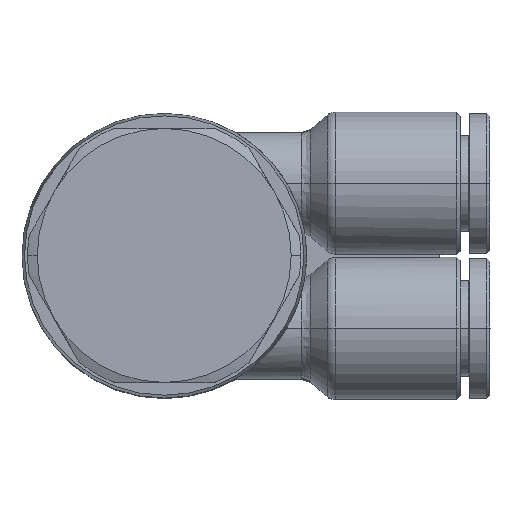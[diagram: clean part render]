
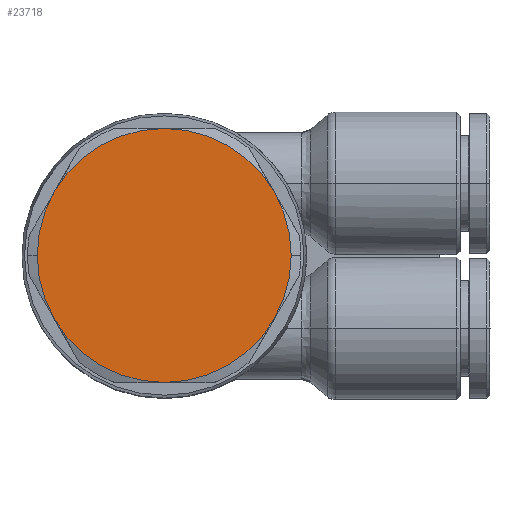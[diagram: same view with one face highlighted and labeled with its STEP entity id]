
A CAD part, top view. The second image highlights one B-rep face of the part: STEP entity #23718.
In plain terms, the highlighted planar face has unit normal (0, 0, 1).
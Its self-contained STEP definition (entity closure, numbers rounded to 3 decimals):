
#3215=CARTESIAN_POINT('',(12.7,5.7,14.5));
#3216=VERTEX_POINT('',#3215);
#3225=CARTESIAN_POINT('',(11.36,0.7,14.5));
#3226=VERTEX_POINT('',#3225);
#3227=CARTESIAN_POINT('',(2.7,5.7,14.5));
#3228=DIRECTION('',(0.0,0.0,1.0));
#3229=DIRECTION('',(-1.0,0.0,0.0));
#3230=AXIS2_PLACEMENT_3D('',#3227,#3228,#3229);
#3231=CIRCLE('',#3230,10.);
#3232=EDGE_CURVE('',#3226,#3216,#3231,.T.);
#3266=CARTESIAN_POINT('',(-7.3,5.7,14.5));
#3267=VERTEX_POINT('',#3266);
#3283=CARTESIAN_POINT('',(-5.96,0.7,14.5));
#3284=VERTEX_POINT('',#3283);
#3298=CARTESIAN_POINT('',(2.7,5.7,14.5));
#3299=DIRECTION('',(0.0,0.0,1.0));
#3300=DIRECTION('',(-1.0,0.0,0.0));
#3301=AXIS2_PLACEMENT_3D('',#3298,#3299,#3300);
#3302=CIRCLE('',#3301,10.);
#3303=EDGE_CURVE('',#3267,#3284,#3302,.T.);
#23281=CARTESIAN_POINT('',(11.36,10.7,14.5));
#23282=VERTEX_POINT('',#23281);
#23355=CARTESIAN_POINT('',(2.7,-4.3,14.5));
#23356=VERTEX_POINT('',#23355);
#23399=CARTESIAN_POINT('',(-5.96,10.7,14.5));
#23400=VERTEX_POINT('',#23399);
#23401=CARTESIAN_POINT('',(2.7,5.7,14.5));
#23402=DIRECTION('',(0.0,0.0,1.0));
#23403=DIRECTION('',(-1.0,0.0,0.0));
#23404=AXIS2_PLACEMENT_3D('',#23401,#23402,#23403);
#23405=CIRCLE('',#23404,10.);
#23406=EDGE_CURVE('',#23400,#3267,#23405,.T.);
#23474=CARTESIAN_POINT('',(2.7,15.7,14.5));
#23475=VERTEX_POINT('',#23474);
#23476=CARTESIAN_POINT('',(2.7,5.7,14.5));
#23477=DIRECTION('',(0.0,0.0,1.0));
#23478=DIRECTION('',(-1.0,0.0,0.0));
#23479=AXIS2_PLACEMENT_3D('',#23476,#23477,#23478);
#23480=CIRCLE('',#23479,10.);
#23481=EDGE_CURVE('',#23475,#23400,#23480,.T.);
#23518=CARTESIAN_POINT('',(2.7,5.7,14.5));
#23519=DIRECTION('',(0.0,0.0,1.0));
#23520=DIRECTION('',(-1.0,0.0,0.0));
#23521=AXIS2_PLACEMENT_3D('',#23518,#23519,#23520);
#23522=CIRCLE('',#23521,10.);
#23523=EDGE_CURVE('',#23282,#23475,#23522,.T.);
#23537=CARTESIAN_POINT('',(2.7,5.7,14.5));
#23538=DIRECTION('',(0.0,0.0,1.0));
#23539=DIRECTION('',(-1.0,0.0,0.0));
#23540=AXIS2_PLACEMENT_3D('',#23537,#23538,#23539);
#23541=CIRCLE('',#23540,10.);
#23542=EDGE_CURVE('',#3216,#23282,#23541,.T.);
#23554=CARTESIAN_POINT('',(2.7,5.7,14.5));
#23555=DIRECTION('',(0.0,0.0,1.0));
#23556=DIRECTION('',(-1.0,0.0,0.0));
#23557=AXIS2_PLACEMENT_3D('',#23554,#23555,#23556);
#23558=CIRCLE('',#23557,10.);
#23559=EDGE_CURVE('',#23356,#3226,#23558,.T.);
#23572=CARTESIAN_POINT('',(2.7,5.7,14.5));
#23573=DIRECTION('',(0.0,0.0,1.0));
#23574=DIRECTION('',(-1.0,0.0,0.0));
#23575=AXIS2_PLACEMENT_3D('',#23572,#23573,#23574);
#23576=CIRCLE('',#23575,10.);
#23577=EDGE_CURVE('',#3284,#23356,#23576,.T.);
#23703=CARTESIAN_POINT('',(-1.85,5.7,14.5));
#23704=DIRECTION('',(0.0,0.0,1.0));
#23705=DIRECTION('',(-1.0,0.0,0.0));
#23706=AXIS2_PLACEMENT_3D('',#23703,#23704,#23705);
#23707=PLANE('',#23706);
#23708=ORIENTED_EDGE('',*,*,#23577,.T.);
#23709=ORIENTED_EDGE('',*,*,#23559,.T.);
#23710=ORIENTED_EDGE('',*,*,#3232,.T.);
#23711=ORIENTED_EDGE('',*,*,#23542,.T.);
#23712=ORIENTED_EDGE('',*,*,#23523,.T.);
#23713=ORIENTED_EDGE('',*,*,#23481,.T.);
#23714=ORIENTED_EDGE('',*,*,#23406,.T.);
#23715=ORIENTED_EDGE('',*,*,#3303,.T.);
#23716=EDGE_LOOP('',(#23708,#23709,#23710,#23711,#23712,#23713,#23714,#23715));
#23717=FACE_OUTER_BOUND('',#23716,.T.);
#23718=ADVANCED_FACE('',(#23717),#23707,.T.);
